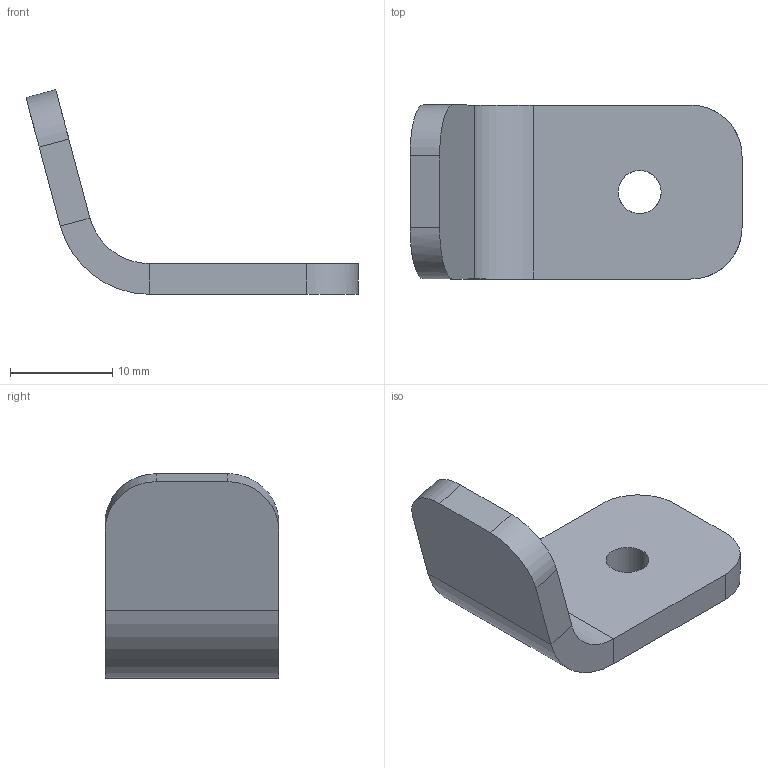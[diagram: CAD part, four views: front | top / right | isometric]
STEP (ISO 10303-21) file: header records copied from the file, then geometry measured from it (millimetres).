
FILE_DESCRIPTION(('CATIA V5 STEP Exchange'),'2;1');
FILE_NAME('FR_03009 (Positive Throttle Mechanical Stop).stp','2022-10-04T17:43:18+00:00',('none'),('none'),'CATIA Version 5 Release 19 SP 2 (IN-10)','CATIA V5 STEP AP203','none');
FILE_SCHEMA(('CONFIG_CONTROL_DESIGN'));
Length unit declared in the file: millimetre
Products named in the file (1): FR_03009
Bounding box: 32.45 x 17 x 20 mm (x, y, z)
Volume: 2097.7 mm3; surface area: 1773.6 mm2
Topology: 1 solids, 1 shells, 20 faces, 46 edges, 28 vertices
Faces by surface type: plane 12, cylinder 8
Entity records: 610 total; most frequent: CARTESIAN_POINT 123, ORIENTED_EDGE 92, DIRECTION 81, EDGE_CURVE 46, AXIS2_PLACEMENT_3D 32, VECTOR 30, LINE 30, VERTEX_POINT 28
